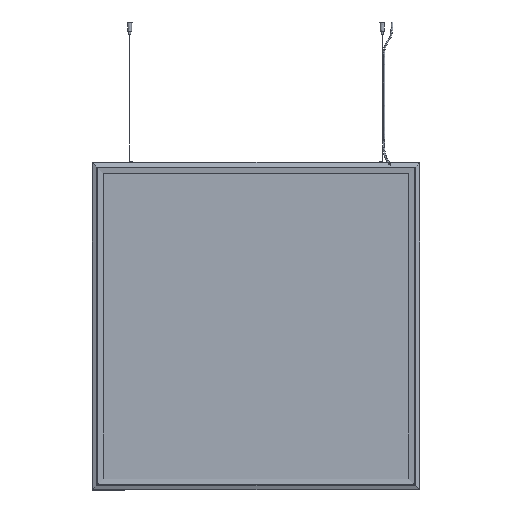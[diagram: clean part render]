
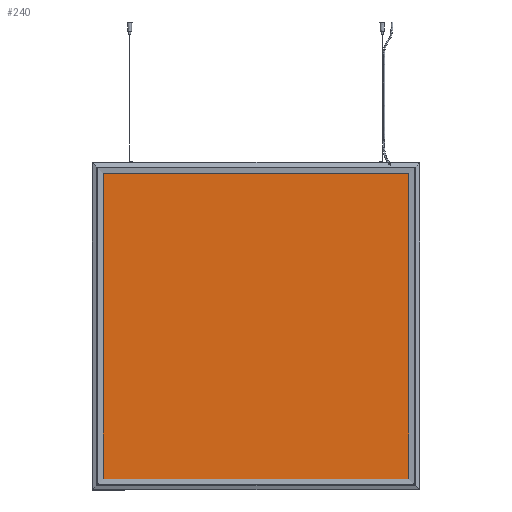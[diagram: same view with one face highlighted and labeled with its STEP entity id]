
A CAD part, front view. The second image highlights one B-rep face of the part: STEP entity #240.
In plain terms, the highlighted planar face has unit normal (0, -1, 0).
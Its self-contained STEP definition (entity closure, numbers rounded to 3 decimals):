
#240=ADVANCED_FACE('',(#553),#4956,.T.);
#553=FACE_OUTER_BOUND('',#866,.T.);
#866=EDGE_LOOP('',(#1416,#1417,#1418,#1419,#1420,#1421,#1422,#1423,#1424,
#1425,#1426,#1427,#1428,#1429,#1430,#1431));
#1416=ORIENTED_EDGE('',*,*,#2838,.F.);
#1417=ORIENTED_EDGE('',*,*,#2817,.F.);
#1418=ORIENTED_EDGE('',*,*,#2806,.F.);
#1419=ORIENTED_EDGE('',*,*,#2818,.F.);
#1420=ORIENTED_EDGE('',*,*,#2834,.F.);
#1421=ORIENTED_EDGE('',*,*,#2819,.F.);
#1422=ORIENTED_EDGE('',*,*,#2815,.F.);
#1423=ORIENTED_EDGE('',*,*,#2820,.F.);
#1424=ORIENTED_EDGE('',*,*,#2826,.F.);
#1425=ORIENTED_EDGE('',*,*,#2821,.F.);
#1426=ORIENTED_EDGE('',*,*,#2808,.F.);
#1427=ORIENTED_EDGE('',*,*,#2822,.F.);
#1428=ORIENTED_EDGE('',*,*,#2830,.F.);
#1429=ORIENTED_EDGE('',*,*,#2823,.F.);
#1430=ORIENTED_EDGE('',*,*,#2811,.F.);
#1431=ORIENTED_EDGE('',*,*,#2816,.F.);
#2806=EDGE_CURVE('',#4299,#4298,#4008,.T.);
#2808=EDGE_CURVE('',#4300,#4301,#4010,.T.);
#2811=EDGE_CURVE('',#4302,#4303,#4013,.T.);
#2815=EDGE_CURVE('',#4305,#4304,#4017,.T.);
#2816=EDGE_CURVE('',#4306,#4302,#4018,.T.);
#2817=EDGE_CURVE('',#4298,#4307,#4019,.T.);
#2818=EDGE_CURVE('',#4308,#4299,#4020,.T.);
#2819=EDGE_CURVE('',#4304,#4309,#4021,.T.);
#2820=EDGE_CURVE('',#4310,#4305,#4022,.T.);
#2821=EDGE_CURVE('',#4301,#4311,#4023,.T.);
#2822=EDGE_CURVE('',#4312,#4300,#4024,.T.);
#2823=EDGE_CURVE('',#4303,#4313,#4025,.T.);
#2826=EDGE_CURVE('',#4311,#4310,#3460,.T.);
#2830=EDGE_CURVE('',#4313,#4312,#3462,.T.);
#2834=EDGE_CURVE('',#4309,#4308,#3464,.T.);
#2838=EDGE_CURVE('',#4307,#4306,#3466,.T.);
#3460=(
BOUNDED_CURVE()
B_SPLINE_CURVE(2,(#6521,#6522,#6523),.UNSPECIFIED.,.F.,.F.)
B_SPLINE_CURVE_WITH_KNOTS((3,3),(-1.571,0.),.UNSPECIFIED.)
CURVE()
GEOMETRIC_REPRESENTATION_ITEM()
RATIONAL_B_SPLINE_CURVE((1.,0.707,1.))
REPRESENTATION_ITEM('')
);
#3462=(
BOUNDED_CURVE()
B_SPLINE_CURVE(2,(#6531,#6532,#6533),.UNSPECIFIED.,.F.,.F.)
B_SPLINE_CURVE_WITH_KNOTS((3,3),(-1.571,0.),.UNSPECIFIED.)
CURVE()
GEOMETRIC_REPRESENTATION_ITEM()
RATIONAL_B_SPLINE_CURVE((1.,0.707,1.))
REPRESENTATION_ITEM('')
);
#3464=(
BOUNDED_CURVE()
B_SPLINE_CURVE(2,(#6541,#6542,#6543),.UNSPECIFIED.,.F.,.F.)
B_SPLINE_CURVE_WITH_KNOTS((3,3),(-1.571,0.),.UNSPECIFIED.)
CURVE()
GEOMETRIC_REPRESENTATION_ITEM()
RATIONAL_B_SPLINE_CURVE((1.,0.707,1.))
REPRESENTATION_ITEM('')
);
#3466=(
BOUNDED_CURVE()
B_SPLINE_CURVE(2,(#6551,#6552,#6553),.UNSPECIFIED.,.F.,.F.)
B_SPLINE_CURVE_WITH_KNOTS((3,3),(-1.571,0.),.UNSPECIFIED.)
CURVE()
GEOMETRIC_REPRESENTATION_ITEM()
RATIONAL_B_SPLINE_CURVE((1.,0.707,1.))
REPRESENTATION_ITEM('')
);
#4008=B_SPLINE_CURVE_WITH_KNOTS('',1,(#6481,#6482),.UNSPECIFIED.,.F.,.F.,
(2,2),(0.,988.),.UNSPECIFIED.);
#4010=B_SPLINE_CURVE_WITH_KNOTS('',1,(#6485,#6486),.UNSPECIFIED.,.F.,.F.,
(2,2),(0.,988.),.UNSPECIFIED.);
#4013=B_SPLINE_CURVE_WITH_KNOTS('',1,(#6491,#6492),.UNSPECIFIED.,.F.,.F.,
(2,2),(0.,994.),.UNSPECIFIED.);
#4017=B_SPLINE_CURVE_WITH_KNOTS('',1,(#6499,#6500),.UNSPECIFIED.,.F.,.F.,
(2,2),(0.,994.),.UNSPECIFIED.);
#4018=B_SPLINE_CURVE_WITH_KNOTS('',1,(#6501,#6502),.UNSPECIFIED.,.F.,.F.,
(2,2),(0.,3.5),.UNSPECIFIED.);
#4019=B_SPLINE_CURVE_WITH_KNOTS('',1,(#6503,#6504),.UNSPECIFIED.,.F.,.F.,
(2,2),(-2.,0.),.UNSPECIFIED.);
#4020=B_SPLINE_CURVE_WITH_KNOTS('',1,(#6505,#6506),.UNSPECIFIED.,.F.,.F.,
(2,2),(0.,2.),.UNSPECIFIED.);
#4021=B_SPLINE_CURVE_WITH_KNOTS('',1,(#6507,#6508),.UNSPECIFIED.,.F.,.F.,
(2,2),(-3.5,0.),.UNSPECIFIED.);
#4022=B_SPLINE_CURVE_WITH_KNOTS('',1,(#6509,#6510),.UNSPECIFIED.,.F.,.F.,
(2,2),(0.,3.5),.UNSPECIFIED.);
#4023=B_SPLINE_CURVE_WITH_KNOTS('',1,(#6511,#6512),.UNSPECIFIED.,.F.,.F.,
(2,2),(-2.,0.),.UNSPECIFIED.);
#4024=B_SPLINE_CURVE_WITH_KNOTS('',1,(#6513,#6514),.UNSPECIFIED.,.F.,.F.,
(2,2),(0.,2.),.UNSPECIFIED.);
#4025=B_SPLINE_CURVE_WITH_KNOTS('',1,(#6515,#6516),.UNSPECIFIED.,.F.,.F.,
(2,2),(-3.5,0.),.UNSPECIFIED.);
#4298=VERTEX_POINT('',#6437);
#4299=VERTEX_POINT('',#6438);
#4300=VERTEX_POINT('',#6439);
#4301=VERTEX_POINT('',#6440);
#4302=VERTEX_POINT('',#6441);
#4303=VERTEX_POINT('',#6442);
#4304=VERTEX_POINT('',#6443);
#4305=VERTEX_POINT('',#6444);
#4306=VERTEX_POINT('',#6445);
#4307=VERTEX_POINT('',#6446);
#4308=VERTEX_POINT('',#6447);
#4309=VERTEX_POINT('',#6448);
#4310=VERTEX_POINT('',#6449);
#4311=VERTEX_POINT('',#6450);
#4312=VERTEX_POINT('',#6451);
#4313=VERTEX_POINT('',#6452);
#4956=PLANE('',#5084);
#5084=AXIS2_PLACEMENT_3D('',#6340,#5179,$);
#5179=DIRECTION('',(0.,-1.,0.));
#6340=CARTESIAN_POINT('',(649.39,-2.,-426.766));
#6437=CARTESIAN_POINT('',(750.,-2.,666.044));
#6438=CARTESIAN_POINT('',(750.,-2.,-321.956));
#6439=CARTESIAN_POINT('',(1750.,-2.,666.044));
#6440=CARTESIAN_POINT('',(1750.,-2.,-321.956));
#6441=CARTESIAN_POINT('',(753.,-2.,670.544));
#6442=CARTESIAN_POINT('',(1747.,-2.,670.544));
#6443=CARTESIAN_POINT('',(753.,-2.,-326.456));
#6444=CARTESIAN_POINT('',(1747.,-2.,-326.456));
#6445=CARTESIAN_POINT('',(753.,-2.,667.044));
#6446=CARTESIAN_POINT('',(752.,-2.,666.044));
#6447=CARTESIAN_POINT('',(752.,-2.,-321.956));
#6448=CARTESIAN_POINT('',(753.,-2.,-322.956));
#6449=CARTESIAN_POINT('',(1747.,-2.,-322.956));
#6450=CARTESIAN_POINT('',(1748.,-2.,-321.956));
#6451=CARTESIAN_POINT('',(1748.,-2.,666.044));
#6452=CARTESIAN_POINT('',(1747.,-2.,667.044));
#6481=CARTESIAN_POINT('',(750.,-2.,-321.956));
#6482=CARTESIAN_POINT('',(750.,-2.,666.044));
#6485=CARTESIAN_POINT('',(1750.,-2.,666.044));
#6486=CARTESIAN_POINT('',(1750.,-2.,-321.956));
#6491=CARTESIAN_POINT('',(753.,-2.,670.544));
#6492=CARTESIAN_POINT('',(1747.,-2.,670.544));
#6499=CARTESIAN_POINT('',(1747.,-2.,-326.456));
#6500=CARTESIAN_POINT('',(753.,-2.,-326.456));
#6501=CARTESIAN_POINT('',(753.,-2.,667.044));
#6502=CARTESIAN_POINT('',(753.,-2.,670.544));
#6503=CARTESIAN_POINT('',(750.,-2.,666.044));
#6504=CARTESIAN_POINT('',(752.,-2.,666.044));
#6505=CARTESIAN_POINT('',(752.,-2.,-321.956));
#6506=CARTESIAN_POINT('',(750.,-2.,-321.956));
#6507=CARTESIAN_POINT('',(753.,-2.,-326.456));
#6508=CARTESIAN_POINT('',(753.,-2.,-322.956));
#6509=CARTESIAN_POINT('',(1747.,-2.,-322.956));
#6510=CARTESIAN_POINT('',(1747.,-2.,-326.456));
#6511=CARTESIAN_POINT('',(1750.,-2.,-321.956));
#6512=CARTESIAN_POINT('',(1748.,-2.,-321.956));
#6513=CARTESIAN_POINT('',(1748.,-2.,666.044));
#6514=CARTESIAN_POINT('',(1750.,-2.,666.044));
#6515=CARTESIAN_POINT('',(1747.,-2.,670.544));
#6516=CARTESIAN_POINT('',(1747.,-2.,667.044));
#6521=CARTESIAN_POINT('',(1748.,-2.,-321.956));
#6522=CARTESIAN_POINT('',(1747.,-2.,-321.956));
#6523=CARTESIAN_POINT('',(1747.,-2.,-322.956));
#6531=CARTESIAN_POINT('',(1747.,-2.,667.044));
#6532=CARTESIAN_POINT('',(1747.,-2.,666.044));
#6533=CARTESIAN_POINT('',(1748.,-2.,666.044));
#6541=CARTESIAN_POINT('',(753.,-2.,-322.956));
#6542=CARTESIAN_POINT('',(753.,-2.,-321.956));
#6543=CARTESIAN_POINT('',(752.,-2.,-321.956));
#6551=CARTESIAN_POINT('',(752.,-2.,666.044));
#6552=CARTESIAN_POINT('',(753.,-2.,666.044));
#6553=CARTESIAN_POINT('',(753.,-2.,667.044));
